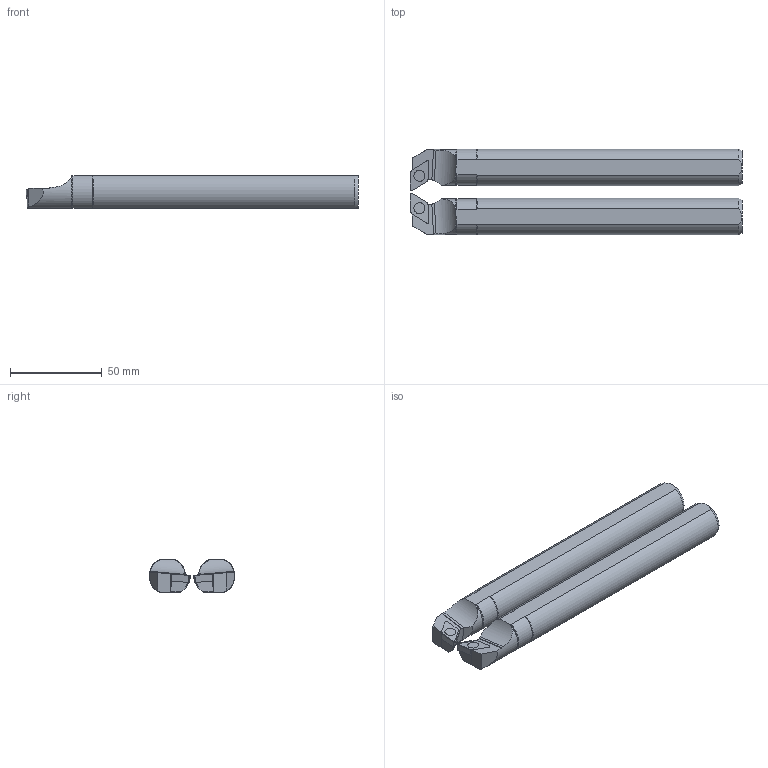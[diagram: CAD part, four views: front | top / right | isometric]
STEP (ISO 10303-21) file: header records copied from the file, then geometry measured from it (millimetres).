
FILE_DESCRIPTION(/* description */ (''),/* implementation_level */ '2;1');
FILE_NAME(/* name */ 'A20QSDUCR11_SIM.stp',/* time_stamp */ '2023-08-31T14:57:14+02:00',/* author */ (''),/* organization */ (''),/* preprocessor_version */ 'ST-DEVELOPER v18.102',/* originating_system */ 'SIEMENS PLM Software NX 2027',/* authorisation */ '');
FILE_SCHEMA (('AUTOMOTIVE_DESIGN { 1 0 10303 214 3 1 1 1 }'));
Length unit declared in the file: millimetre
Products named in the file (1): model1
Bounding box: 181.14 x 46.91 x 18.01 mm (x, y, z)
Volume: 103557.5 mm3; surface area: 23675.5 mm2
Topology: 4 solids, 4 shells, 92 faces, 250 edges, 166 vertices
Faces by surface type: plane 36, cylinder 22, cone 20, torus 14
Full cylindrical faces by diameter (mm): 4.4 x2, 6 x2
Entity records: 3067 total; most frequent: CARTESIAN_POINT 788, ORIENTED_EDGE 476, DIRECTION 446, EDGE_CURVE 238, AXIS2_PLACEMENT_3D 177, VERTEX_POINT 162, EDGE_LOOP 104, ADVANCED_FACE 92
